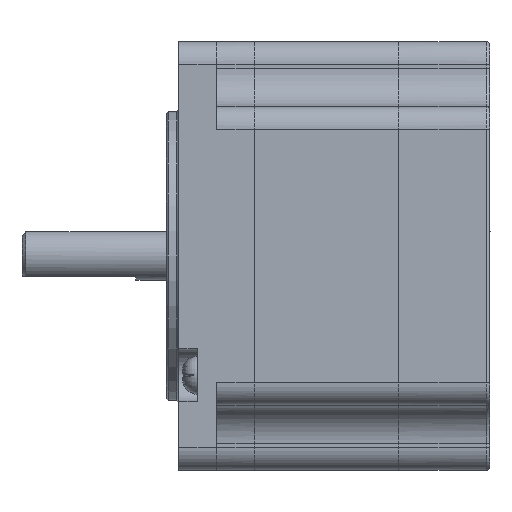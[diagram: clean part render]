
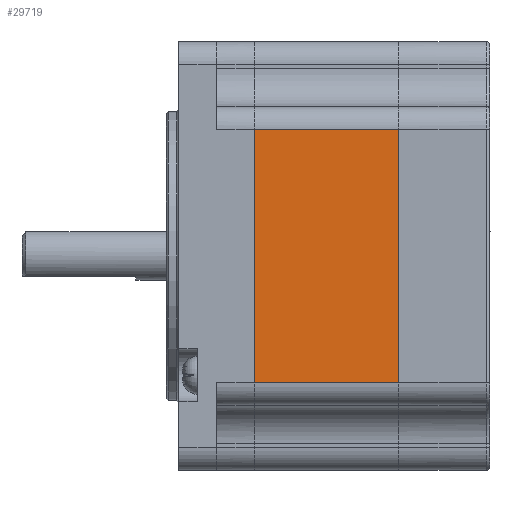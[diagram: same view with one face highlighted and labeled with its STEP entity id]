
A CAD part, left-side view. The second image highlights one B-rep face of the part: STEP entity #29719.
In plain terms, the highlighted planar face has unit normal (-1, 0, 0).
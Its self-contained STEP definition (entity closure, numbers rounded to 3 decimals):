
#491 = DIRECTION ( 'NONE',  ( 1., 0., 0. ) ) ;
#2267 = VERTEX_POINT ( 'NONE', #13821 ) ;
#2774 = CARTESIAN_POINT ( 'NONE',  ( -28.2, -29., -16.7 ) ) ;
#3916 = CARTESIAN_POINT ( 'NONE',  ( -28.2, -29., 16.7 ) ) ;
#4291 = LINE ( 'NONE', #14527, #7759 ) ;
#5359 = LINE ( 'NONE', #18091, #23997 ) ;
#7599 = CARTESIAN_POINT ( 'NONE',  ( -28.2, -29., 5.567 ) ) ;
#7759 = VECTOR ( 'NONE', #12340, 1000. ) ;
#8755 = VERTEX_POINT ( 'NONE', #30400 ) ;
#9027 = CARTESIAN_POINT ( 'NONE',  ( -28.2, -10., -16.7 ) ) ;
#9148 = ORIENTED_EDGE ( 'NONE', *, *, #31527, .T. ) ;
#10139 = CARTESIAN_POINT ( 'NONE',  ( -28.2, -29., 16.7 ) ) ;
#12340 = DIRECTION ( 'NONE',  ( 0., -1., 0. ) ) ;
#13736 = ORIENTED_EDGE ( 'NONE', *, *, #18565, .F. ) ;
#13821 = CARTESIAN_POINT ( 'NONE',  ( -28.2, -10., 16.7 ) ) ;
#13879 = EDGE_CURVE ( 'NONE', #25738, #2267, #5359, .T. ) ;
#14101 = CARTESIAN_POINT ( 'NONE',  ( -28.2, -10., 16.7 ) ) ;
#14527 = CARTESIAN_POINT ( 'NONE',  ( -28.2, -29., -16.7 ) ) ;
#15883 = CARTESIAN_POINT ( 'NONE',  ( -28.2, -29., 19.7 ) ) ;
#17298 = CARTESIAN_POINT ( 'NONE',  ( -28.2, -10., -16.7 ) ) ;
#18091 = CARTESIAN_POINT ( 'NONE',  ( -28.2, -29., 16.7 ) ) ;
#18565 = EDGE_CURVE ( 'NONE', #25738, #8755, #24561, .T. ) ;
#20668 = CARTESIAN_POINT ( 'NONE',  ( -28.2, -29., -5.567 ) ) ;
#20978 = EDGE_CURVE ( 'NONE', #2267, #29436, #21264, .T. ) ;
#21081 = CARTESIAN_POINT ( 'NONE',  ( -28.2, -10., -5.567 ) ) ;
#21264 = B_SPLINE_CURVE_WITH_KNOTS ( 'NONE', 3,
 ( #14101, #21742, #21081, #9027 ),
 .UNSPECIFIED., .F., .F.,
 ( 4, 4 ),
 ( 0.076, 0.924 ),
 .UNSPECIFIED. ) ;
#21742 = CARTESIAN_POINT ( 'NONE',  ( -28.2, -10., 5.567 ) ) ;
#22286 = EDGE_LOOP ( 'NONE', ( #23855, #9148, #13736, #25588 ) ) ;
#23198 = AXIS2_PLACEMENT_3D ( 'NONE', #15883, #491, #26053 ) ;
#23400 = PLANE ( 'NONE',  #23198 ) ;
#23855 = ORIENTED_EDGE ( 'NONE', *, *, #20978, .T. ) ;
#23997 = VECTOR ( 'NONE', #28308, 1000. ) ;
#24561 = B_SPLINE_CURVE_WITH_KNOTS ( 'NONE', 3,
 ( #10139, #7599, #20668, #2774 ),
 .UNSPECIFIED., .F., .F.,
 ( 4, 4 ),
 ( 0.076, 0.924 ),
 .UNSPECIFIED. ) ;
#25569 = FACE_OUTER_BOUND ( 'NONE', #22286, .T. ) ;
#25588 = ORIENTED_EDGE ( 'NONE', *, *, #13879, .T. ) ;
#25738 = VERTEX_POINT ( 'NONE', #3916 ) ;
#26053 = DIRECTION ( 'NONE',  ( 0., 0., -1. ) ) ;
#28308 = DIRECTION ( 'NONE',  ( 0., 1., 0. ) ) ;
#29436 = VERTEX_POINT ( 'NONE', #17298 ) ;
#29719 = ADVANCED_FACE ( 'NONE', ( #25569 ), #23400, .F. ) ;
#30400 = CARTESIAN_POINT ( 'NONE',  ( -28.2, -29., -16.7 ) ) ;
#31527 = EDGE_CURVE ( 'NONE', #29436, #8755, #4291, .T. ) ;
